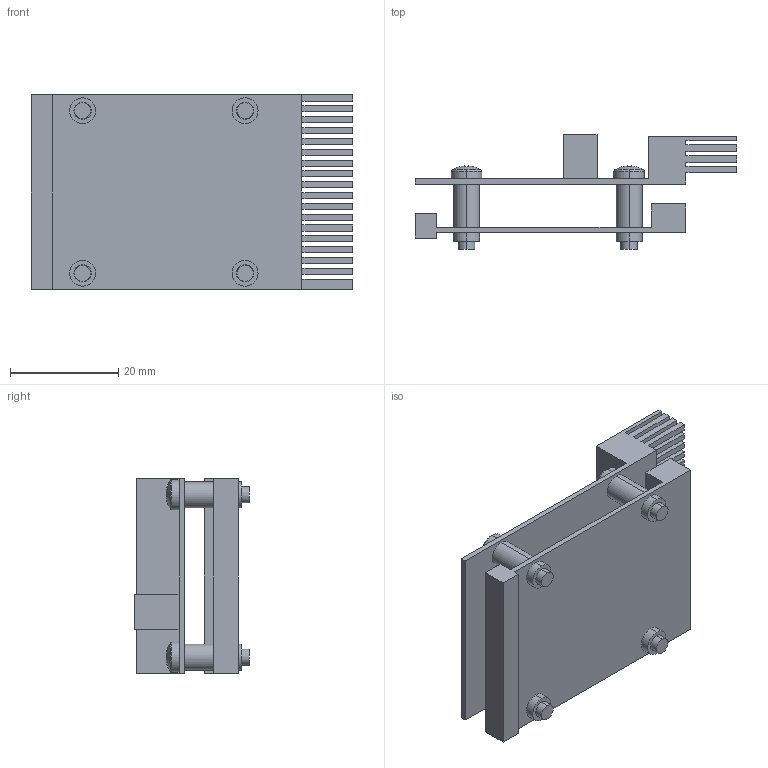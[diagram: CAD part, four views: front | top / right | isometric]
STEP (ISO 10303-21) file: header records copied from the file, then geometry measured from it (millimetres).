
FILE_DESCRIPTION (( 'STEP AP214' ), '1' );
FILE_NAME ('PX4_and_PX4IO_assembly.STEP', '2013-06-11T03:44:02', ( '' ), ( '' ), 'SwSTEP 2.0', 'SolidWorks 2013', '' );
FILE_SCHEMA (( 'AUTOMOTIVE_DESIGN' ));
Length unit declared in the file: millimetre
Products named in the file (6): PX4-FMU; PX4_and_PX4IO_assembly; pan cross head_am_B18.6.7M - M3 x 0.5 x 13 Type I Cross Recessed PHMS --13N; PX4IO Board; R908-1-ND - Digikey; R908-5-ND - Digikey
Assembly tree (14 placements, depth 2):
  PX4_and_PX4IO_assembly
    PX4-FMU
    R908-5-ND - Digikey  x4
    R908-1-ND - Digikey  x4
    PX4IO Board
    pan cross head_am_B18.6.7M - M3 x 0.5 x 13 Type I Cross Recessed PHMS --13N  x4
Bounding box: 59.4 x 21.2 x 36 mm (x, y, z)
Volume: 9099.1 mm3; surface area: 14014.3 mm2
Topology: 14 solids, 14 shells, 515 faces, 1262 edges, 828 vertices
Faces by surface type: plane 435, cylinder 64, torus 8, sphere 8
Entity records: 12639 total; most frequent: CARTESIAN_POINT 2157, ORIENTED_EDGE 2080, DIRECTION 1972, EDGE_CURVE 1040, LINE 962, VECTOR 962, VERTEX_POINT 690, AXIS2_PLACEMENT_3D 505
